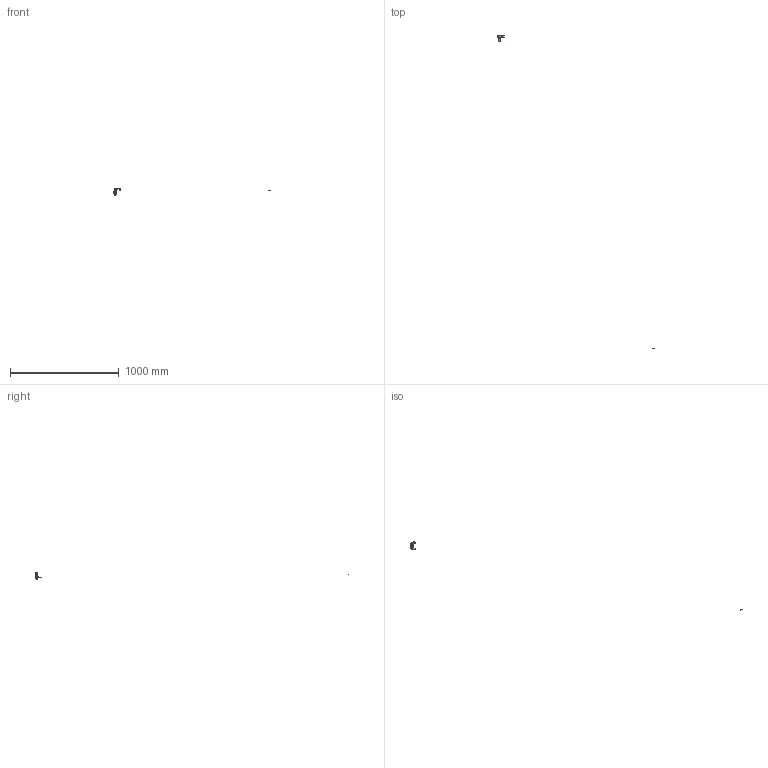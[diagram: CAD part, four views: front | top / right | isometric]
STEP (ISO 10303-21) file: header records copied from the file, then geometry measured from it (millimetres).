
FILE_DESCRIPTION(('STEP AP214'),'1');
FILE_NAME('070.step','2017-07-21T13:30:29',(' '),(' '),'Spatial InterOp 3D',' ',' ');
FILE_SCHEMA(('automotive_design'));
Length unit declared in the file: millimetre
Products named in the file (21): _220; _282; hexagon nut ISO 4032 M8 m_6_5mm; _64; _379; _74; _272; _811; _832; _853; 1
Bounding box: 1441.14 x 2891.81 x 64.98 mm (x, y, z)
Volume: 23363.9 mm3; surface area: 15496.9 mm2
Topology: 20 solids, 20 shells, 338 faces, 880 edges, 591 vertices
Faces by surface type: bspline 114, plane 100, cylinder 58, extrusion 32, cone 28, torus 4, sphere 2
Full cylindrical faces by diameter (mm): 2.5 x2, 3.8 x2, 4 x3, 5 x2, 6.75 x1, 8.2 x1, 8.3 x1, 11 x1, 11.5 x1, 16.4 x1
Entity records: 21010 total; most frequent: CARTESIAN_POINT 10974, ORIENTED_EDGE 1668, DIRECTION 977, EDGE_CURVE 834, VERTEX_POINT 566, B_SPLINE_CURVE_WITH_KNOTS 514, EDGE_LOOP 388, AXIS2_PLACEMENT_3D 371
